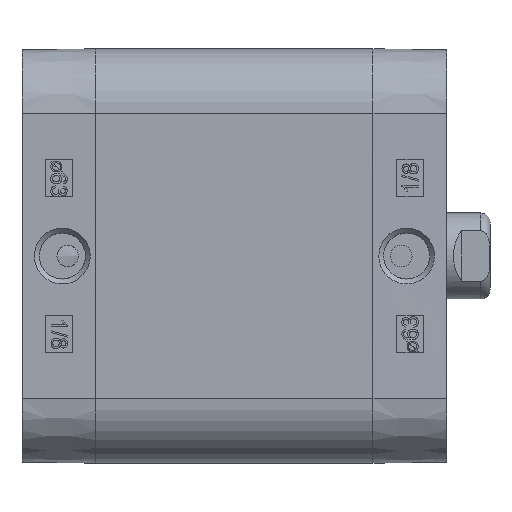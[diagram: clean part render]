
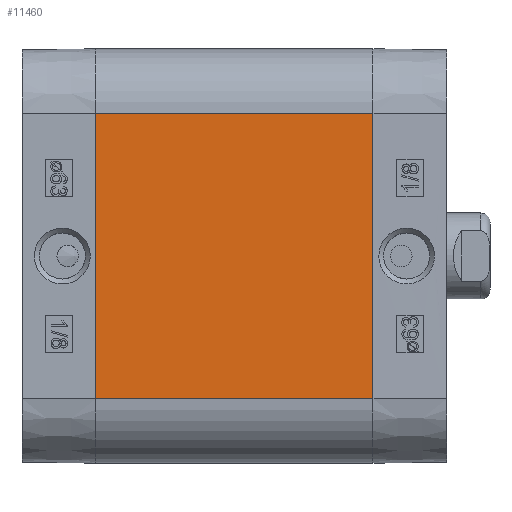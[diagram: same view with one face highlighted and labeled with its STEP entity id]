
A CAD part, left-side view. The second image highlights one B-rep face of the part: STEP entity #11460.
In plain terms, the highlighted planar face has unit normal (-1, 0, 0).
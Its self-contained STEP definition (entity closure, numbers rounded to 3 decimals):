
#5787=CARTESIAN_POINT('',(-38.5,-51.5,26.5));
#5788=VERTEX_POINT('',#5787);
#5795=CARTESIAN_POINT('',(-38.5,-51.5,-26.5));
#5796=VERTEX_POINT('',#5795);
#5797=CARTESIAN_POINT('',(-38.5,-51.5,-26.5));
#5798=DIRECTION('',(0.0,0.0,1.0));
#5799=VECTOR('',#5798,53.0);
#5800=LINE('',#5797,#5799);
#5801=EDGE_CURVE('',#5796,#5788,#5800,.T.);
#11418=CARTESIAN_POINT('',(-38.5,0.0,-26.5));
#11419=VERTEX_POINT('',#11418);
#11420=CARTESIAN_POINT('',(-38.5,0.0,-26.5));
#11421=DIRECTION('',(0.0,-1.0,0.0));
#11422=VECTOR('',#11421,51.5);
#11423=LINE('',#11420,#11422);
#11424=EDGE_CURVE('',#11419,#5796,#11423,.T.);
#11437=CARTESIAN_POINT('',(-38.5,0.0,-26.5));
#11438=DIRECTION('',(-1.0,0.0,0.0));
#11439=DIRECTION('',(0.0,0.0,1.0));
#11440=AXIS2_PLACEMENT_3D('',#11437,#11438,#11439);
#11441=PLANE('',#11440);
#11442=ORIENTED_EDGE('',*,*,#5801,.T.);
#11443=CARTESIAN_POINT('',(-38.5,0.0,26.5));
#11444=VERTEX_POINT('',#11443);
#11445=CARTESIAN_POINT('',(-38.5,0.0,26.5));
#11446=DIRECTION('',(0.0,-1.0,0.0));
#11447=VECTOR('',#11446,51.5);
#11448=LINE('',#11445,#11447);
#11449=EDGE_CURVE('',#11444,#5788,#11448,.T.);
#11450=ORIENTED_EDGE('',*,*,#11449,.F.);
#11451=CARTESIAN_POINT('',(-38.5,0.0,-26.5));
#11452=DIRECTION('',(0.0,0.0,1.0));
#11453=VECTOR('',#11452,53.0);
#11454=LINE('',#11451,#11453);
#11455=EDGE_CURVE('',#11419,#11444,#11454,.T.);
#11456=ORIENTED_EDGE('',*,*,#11455,.F.);
#11457=ORIENTED_EDGE('',*,*,#11424,.T.);
#11458=EDGE_LOOP('',(#11442,#11450,#11456,#11457));
#11459=FACE_OUTER_BOUND('',#11458,.T.);
#11460=ADVANCED_FACE('',(#11459),#11441,.T.);
